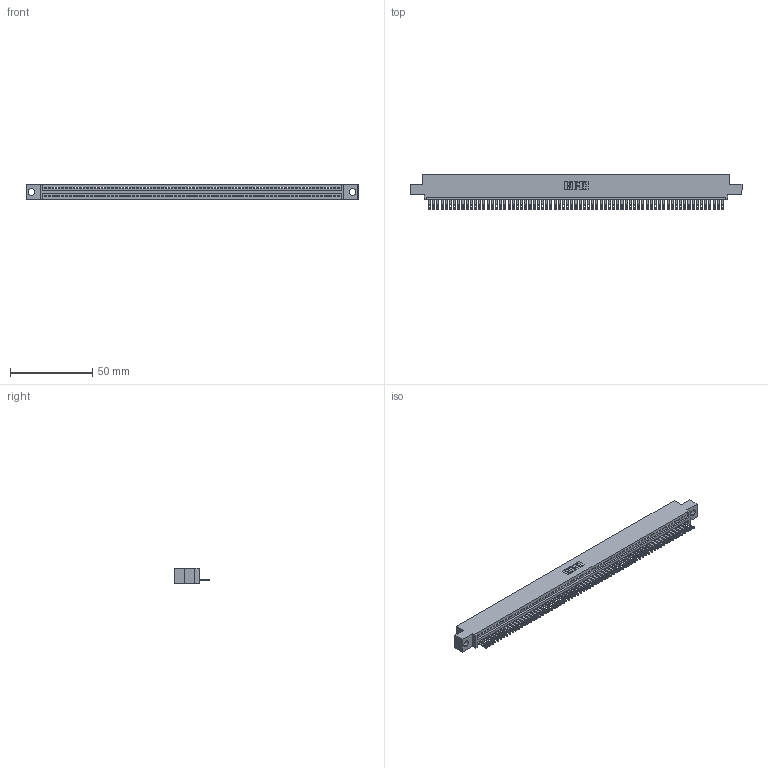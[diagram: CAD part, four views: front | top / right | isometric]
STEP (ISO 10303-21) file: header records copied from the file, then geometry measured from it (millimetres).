
FILE_DESCRIPTION (( 'STEP AP203' ), '1' );
FILE_NAME ('345-071-500-404.STEP', '2018-10-01T12:09:08', ( '' ), ( '' ), 'SwSTEP 2.0', 'SolidWorks 2016', '' );
FILE_SCHEMA (( 'CONFIG_CONTROL_DESIGN' ));
Length unit declared in the file: inch
Products named in the file (3): 345 Part_0.110 Offset - 0.156 Dia-TH; 345-292-001_345-293-100; 345-071-500-404
Assembly tree (72 placements, depth 2):
  345-071-500-404
    345 Part_0.110 Offset - 0.156 Dia-TH
    345-292-001_345-293-100  x71
Bounding box: 201.55 x 21.51 x 9.4 mm (x, y, z)
Volume: 19263.6 mm3; surface area: 26043.8 mm2
Topology: 72 solids, 72 shells, 3964 faces, 12281 edges, 8186 vertices
Faces by surface type: plane 2498, cylinder 1466
Entity records: 49597 total; most frequent: ORIENTED_EDGE 8602, CARTESIAN_POINT 8597, DIRECTION 7467, EDGE_CURVE 4301, LINE 3881, VECTOR 3881, VERTEX_POINT 2866, AXIS2_PLACEMENT_3D 1793
